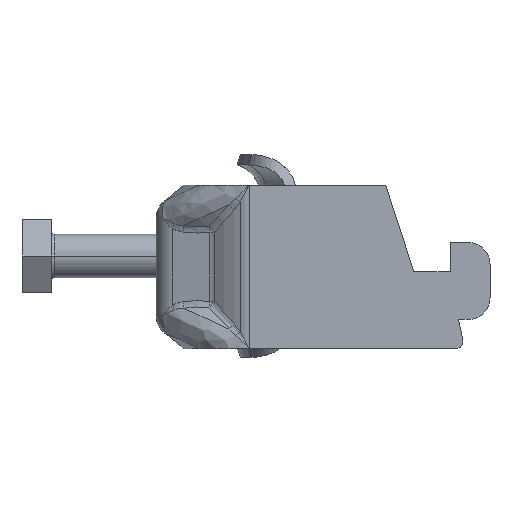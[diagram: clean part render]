
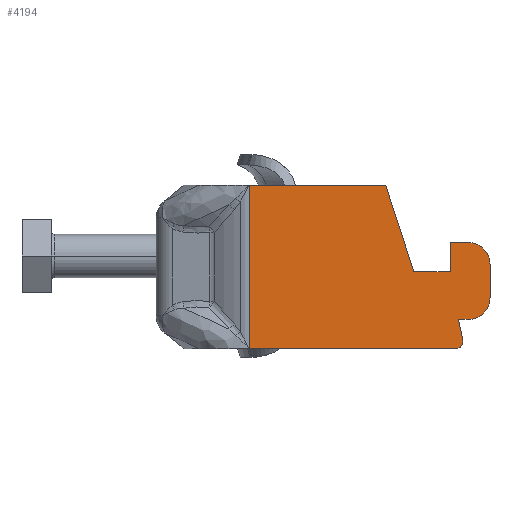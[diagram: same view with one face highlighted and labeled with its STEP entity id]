
A CAD part, left-side view. The second image highlights one B-rep face of the part: STEP entity #4194.
In plain terms, the highlighted planar face has unit normal (-1, 0, 0).
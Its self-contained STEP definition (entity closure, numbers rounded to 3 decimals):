
#30 = EDGE_CURVE ( 'NONE', #13564, #4694, #8944, .T. ) ;
#77 = ORIENTED_EDGE ( 'NONE', *, *, #11713, .T. ) ;
#166 = DIRECTION ( 'NONE',  ( 0., 0., 1. ) ) ;
#259 = CARTESIAN_POINT ( 'NONE',  ( -13.5, -91., 11.25 ) ) ;
#306 = ORIENTED_EDGE ( 'NONE', *, *, #11512, .F. ) ;
#520 = DIRECTION ( 'NONE',  ( 0., 1., 0. ) ) ;
#668 = LINE ( 'NONE', #6119, #7614 ) ;
#987 = ORIENTED_EDGE ( 'NONE', *, *, #1248, .T. ) ;
#1006 = DIRECTION ( 'NONE',  ( 0., 0.309, 0.951 ) ) ;
#1164 = VERTEX_POINT ( 'NONE', #2004 ) ;
#1248 = EDGE_CURVE ( 'NONE', #1326, #5449, #7030, .T. ) ;
#1279 = VECTOR ( 'NONE', #3907, 1000. ) ;
#1326 = VERTEX_POINT ( 'NONE', #2567 ) ;
#1479 = ORIENTED_EDGE ( 'NONE', *, *, #6887, .F. ) ;
#1495 = CARTESIAN_POINT ( 'NONE',  ( -13.5, -35.5, -0.65 ) ) ;
#1532 = LINE ( 'NONE', #10499, #14164 ) ;
#1536 = VECTOR ( 'NONE', #4732, 1000. ) ;
#1722 = LINE ( 'NONE', #13836, #7639 ) ;
#1868 = ORIENTED_EDGE ( 'NONE', *, *, #10001, .T. ) ;
#2004 = CARTESIAN_POINT ( 'NONE',  ( -13.5, -41.265, -11.25 ) ) ;
#2111 = CARTESIAN_POINT ( 'NONE',  ( -13.5, -43.915, -26.549 ) ) ;
#2192 = ORIENTED_EDGE ( 'NONE', *, *, #4060, .T. ) ;
#2396 = LINE ( 'NONE', #259, #1536 ) ;
#2567 = CARTESIAN_POINT ( 'NONE',  ( -13.5, -43., -7.25 ) ) ;
#2858 = EDGE_CURVE ( 'NONE', #5449, #6889, #5835, .T. ) ;
#2917 = VERTEX_POINT ( 'NONE', #4642 ) ;
#2973 = VERTEX_POINT ( 'NONE', #6197 ) ;
#3035 = VECTOR ( 'NONE', #3284, 1000. ) ;
#3068 = CARTESIAN_POINT ( 'NONE',  ( -13.5, -12.81, -11.25 ) ) ;
#3218 = CARTESIAN_POINT ( 'NONE',  ( -13.5, -91., -11.25 ) ) ;
#3265 = VECTOR ( 'NONE', #166, 1000. ) ;
#3284 = DIRECTION ( 'NONE',  ( 0., 1., 0. ) ) ;
#3314 = DIRECTION ( 'NONE',  ( 1., 0., 0. ) ) ;
#3794 = EDGE_CURVE ( 'NONE', #14135, #1164, #7483, .T. ) ;
#3907 = DIRECTION ( 'NONE',  ( 0., 0., -1. ) ) ;
#3963 = DIRECTION ( 'NONE',  ( 0., 1., 0. ) ) ;
#4051 = VERTEX_POINT ( 'NONE', #11586 ) ;
#4060 = EDGE_CURVE ( 'NONE', #7217, #1326, #1532, .T. ) ;
#4106 = VECTOR ( 'NONE', #7546, 1000. ) ;
#4194 = ADVANCED_FACE ( 'NONE', ( #14225 ), #7486, .F. ) ;
#4461 = CARTESIAN_POINT ( 'NONE',  ( -13.5, -43., 0.35 ) ) ;
#4526 = DIRECTION ( 'NONE',  ( 0., 1., 0. ) ) ;
#4642 = CARTESIAN_POINT ( 'NONE',  ( -13.5, -43., 3.35 ) ) ;
#4694 = VERTEX_POINT ( 'NONE', #1495 ) ;
#4732 = DIRECTION ( 'NONE',  ( 0., 1., 0. ) ) ;
#4860 = CARTESIAN_POINT ( 'NONE',  ( -13.5, -46., 0.35 ) ) ;
#5068 = CARTESIAN_POINT ( 'NONE',  ( -13.5, -91., 3.35 ) ) ;
#5231 = ORIENTED_EDGE ( 'NONE', *, *, #2858, .T. ) ;
#5449 = VERTEX_POINT ( 'NONE', #13570 ) ;
#5595 = DIRECTION ( 'NONE',  ( 0., 1., 0. ) ) ;
#5832 = ORIENTED_EDGE ( 'NONE', *, *, #11932, .T. ) ;
#5835 = LINE ( 'NONE', #11616, #3265 ) ;
#6012 = VECTOR ( 'NONE', #1006, 1000. ) ;
#6119 = CARTESIAN_POINT ( 'NONE',  ( -13.5, -91., -11.25 ) ) ;
#6197 = CARTESIAN_POINT ( 'NONE',  ( -13.5, -12.81, 11.25 ) ) ;
#6539 = ORIENTED_EDGE ( 'NONE', *, *, #30, .T. ) ;
#6751 = DIRECTION ( 'NONE',  ( -1., 0., 0. ) ) ;
#6786 = AXIS2_PLACEMENT_3D ( 'NONE', #11167, #3314, #5595 ) ;
#6887 = EDGE_CURVE ( 'NONE', #1164, #4051, #668, .T. ) ;
#6889 = VERTEX_POINT ( 'NONE', #4860 ) ;
#6908 = DIRECTION ( 'NONE',  ( -1., 0., 0. ) ) ;
#6935 = EDGE_CURVE ( 'NONE', #12713, #13564, #9345, .T. ) ;
#7030 = CIRCLE ( 'NONE', #12893, 3. ) ;
#7217 = VERTEX_POINT ( 'NONE', #12420 ) ;
#7342 = LINE ( 'NONE', #5068, #13944 ) ;
#7421 = DIRECTION ( 'NONE',  ( 1., 0., 0. ) ) ;
#7483 = CIRCLE ( 'NONE', #6786, 1. ) ;
#7486 = PLANE ( 'NONE',  #10410 ) ;
#7546 = DIRECTION ( 'NONE',  ( 0., 0., 1. ) ) ;
#7614 = VECTOR ( 'NONE', #520, 1000. ) ;
#7639 = VECTOR ( 'NONE', #12732, 1000. ) ;
#7694 = CARTESIAN_POINT ( 'NONE',  ( -13.5, -40.5, -0.65 ) ) ;
#8441 = CARTESIAN_POINT ( 'NONE',  ( -13.5, -40.5, 3.35 ) ) ;
#8449 = DIRECTION ( 'NONE',  ( 0., -1., 0. ) ) ;
#8823 = AXIS2_PLACEMENT_3D ( 'NONE', #4461, #6751, #4526 ) ;
#8944 = LINE ( 'NONE', #12380, #3035 ) ;
#9011 = LINE ( 'NONE', #3068, #4106 ) ;
#9345 = LINE ( 'NONE', #13953, #1279 ) ;
#9589 = ORIENTED_EDGE ( 'NONE', *, *, #14343, .T. ) ;
#9768 = EDGE_LOOP ( 'NONE', ( #12861, #5832, #2192, #987, #5231, #9589, #1868, #9803, #6539, #13865, #77, #306, #1479 ) ) ;
#9803 = ORIENTED_EDGE ( 'NONE', *, *, #6935, .T. ) ;
#9868 = DIRECTION ( 'NONE',  ( 0., 1., 0. ) ) ;
#10001 = EDGE_CURVE ( 'NONE', #2917, #12713, #7342, .T. ) ;
#10348 = CARTESIAN_POINT ( 'NONE',  ( -13.5, -42.243, -10.042 ) ) ;
#10410 = AXIS2_PLACEMENT_3D ( 'NONE', #3218, #7421, #13059 ) ;
#10499 = CARTESIAN_POINT ( 'NONE',  ( -13.5, -91., -7.25 ) ) ;
#11167 = CARTESIAN_POINT ( 'NONE',  ( -13.5, -41.265, -10.25 ) ) ;
#11512 = EDGE_CURVE ( 'NONE', #4051, #2973, #9011, .T. ) ;
#11586 = CARTESIAN_POINT ( 'NONE',  ( -13.5, -12.81, -11.25 ) ) ;
#11616 = CARTESIAN_POINT ( 'NONE',  ( -13.5, -46., -11.25 ) ) ;
#11713 = EDGE_CURVE ( 'NONE', #13943, #2973, #2396, .T. ) ;
#11932 = EDGE_CURVE ( 'NONE', #14135, #7217, #1722, .T. ) ;
#12112 = CARTESIAN_POINT ( 'NONE',  ( -13.5, -31.633, 11.25 ) ) ;
#12380 = CARTESIAN_POINT ( 'NONE',  ( -13.5, -91., -0.65 ) ) ;
#12420 = CARTESIAN_POINT ( 'NONE',  ( -13.5, -41.65, -7.25 ) ) ;
#12713 = VERTEX_POINT ( 'NONE', #8441 ) ;
#12732 = DIRECTION ( 'NONE',  ( 0., 0.208, 0.978 ) ) ;
#12861 = ORIENTED_EDGE ( 'NONE', *, *, #3794, .F. ) ;
#12893 = AXIS2_PLACEMENT_3D ( 'NONE', #13232, #6908, #9868 ) ;
#13059 = DIRECTION ( 'NONE',  ( 0., 1., 0. ) ) ;
#13232 = CARTESIAN_POINT ( 'NONE',  ( -13.5, -43., -4.25 ) ) ;
#13415 = LINE ( 'NONE', #2111, #6012 ) ;
#13564 = VERTEX_POINT ( 'NONE', #7694 ) ;
#13570 = CARTESIAN_POINT ( 'NONE',  ( -13.5, -46., -4.25 ) ) ;
#13734 = CIRCLE ( 'NONE', #8823, 3. ) ;
#13836 = CARTESIAN_POINT ( 'NONE',  ( -13.5, -44.597, -21.113 ) ) ;
#13865 = ORIENTED_EDGE ( 'NONE', *, *, #14411, .T. ) ;
#13943 = VERTEX_POINT ( 'NONE', #12112 ) ;
#13944 = VECTOR ( 'NONE', #3963, 1000. ) ;
#13953 = CARTESIAN_POINT ( 'NONE',  ( -13.5, -40.5, -11.25 ) ) ;
#14135 = VERTEX_POINT ( 'NONE', #10348 ) ;
#14164 = VECTOR ( 'NONE', #8449, 1000. ) ;
#14225 = FACE_OUTER_BOUND ( 'NONE', #9768, .T. ) ;
#14343 = EDGE_CURVE ( 'NONE', #6889, #2917, #13734, .T. ) ;
#14411 = EDGE_CURVE ( 'NONE', #4694, #13943, #13415, .T. ) ;
